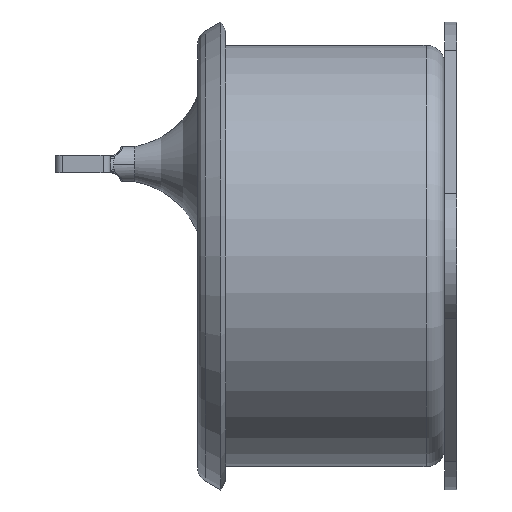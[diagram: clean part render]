
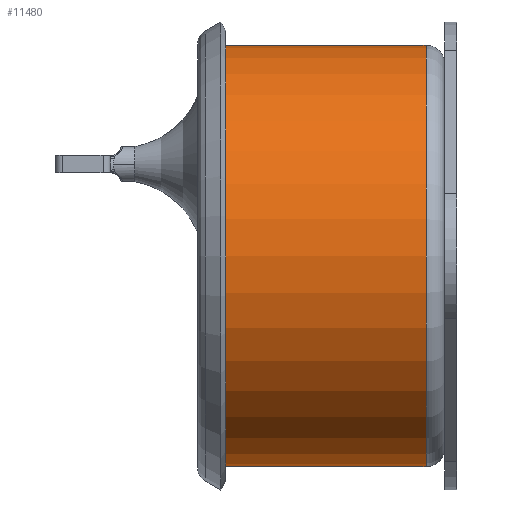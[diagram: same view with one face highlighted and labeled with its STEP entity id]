
A CAD part, left-side view. The second image highlights one B-rep face of the part: STEP entity #11480.
In plain terms, the highlighted cylindrical face has radius 14.135 mm (diameter 28.27 mm), a partial arc.
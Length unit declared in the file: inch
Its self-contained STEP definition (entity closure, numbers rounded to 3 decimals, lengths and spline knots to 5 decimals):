
#480 = VERTEX_POINT ( 'NONE', #16827 ) ;
#1101 = CARTESIAN_POINT ( 'NONE',  ( 0., 0.081, 0. ) ) ;
#1424 = EDGE_CURVE ( 'NONE', #15609, #480, #8527, .T. ) ;
#2010 = AXIS2_PLACEMENT_3D ( 'NONE', #10946, #12855, #19292 ) ;
#2167 = EDGE_CURVE ( 'NONE', #15002, #7813, #17068, .T. ) ;
#2634 = ORIENTED_EDGE ( 'NONE', *, *, #2167, .T. ) ;
#3217 = VECTOR ( 'NONE', #5389, 39.37008 ) ;
#3594 = EDGE_LOOP ( 'NONE', ( #13795, #17963, #2634, #12961 ) ) ;
#4019 = CARTESIAN_POINT ( 'NONE',  ( 0., 0.024, 0. ) ) ;
#4673 = CARTESIAN_POINT ( 'NONE',  ( 0., 0.659, 0.5565 ) ) ;
#4794 = AXIS2_PLACEMENT_3D ( 'NONE', #4019, #8957, #13545 ) ;
#5389 = DIRECTION ( 'NONE',  ( 0., -1., 0. ) ) ;
#6611 = FACE_OUTER_BOUND ( 'NONE', #3594, .T. ) ;
#6749 = VECTOR ( 'NONE', #7169, 39.37008 ) ;
#7169 = DIRECTION ( 'NONE',  ( 0., -1., 0. ) ) ;
#7643 = DIRECTION ( 'NONE',  ( 0., -1., 0. ) ) ;
#7813 = VERTEX_POINT ( 'NONE', #19408 ) ;
#8420 = CARTESIAN_POINT ( 'NONE',  ( 0., 0.024, 0.5565 ) ) ;
#8527 = LINE ( 'NONE', #8420, #3217 ) ;
#8581 = CARTESIAN_POINT ( 'NONE',  ( 0., 0.024, -0.5565 ) ) ;
#8957 = DIRECTION ( 'NONE',  ( 0., -1., 0. ) ) ;
#10946 = CARTESIAN_POINT ( 'NONE',  ( 0., 0.659, 0. ) ) ;
#11131 = AXIS2_PLACEMENT_3D ( 'NONE', #1101, #7643, #20613 ) ;
#11480 = ADVANCED_FACE ( 'NONE', ( #6611 ), #19480, .T. ) ;
#12855 = DIRECTION ( 'NONE',  ( 0., 1., 0. ) ) ;
#12961 = ORIENTED_EDGE ( 'NONE', *, *, #16648, .F. ) ;
#13545 = DIRECTION ( 'NONE',  ( 0., 0., -1. ) ) ;
#13795 = ORIENTED_EDGE ( 'NONE', *, *, #1424, .F. ) ;
#14001 = EDGE_CURVE ( 'NONE', #15002, #15609, #20041, .T. ) ;
#15002 = VERTEX_POINT ( 'NONE', #20830 ) ;
#15609 = VERTEX_POINT ( 'NONE', #4673 ) ;
#16534 = CIRCLE ( 'NONE', #11131, 0.5565 ) ;
#16648 = EDGE_CURVE ( 'NONE', #480, #7813, #16534, .T. ) ;
#16827 = CARTESIAN_POINT ( 'NONE',  ( 0., 0.081, 0.5565 ) ) ;
#17068 = LINE ( 'NONE', #8581, #6749 ) ;
#17963 = ORIENTED_EDGE ( 'NONE', *, *, #14001, .F. ) ;
#19292 = DIRECTION ( 'NONE',  ( 0., 0., 1. ) ) ;
#19408 = CARTESIAN_POINT ( 'NONE',  ( 0., 0.081, -0.5565 ) ) ;
#19480 = CYLINDRICAL_SURFACE ( 'NONE', #4794, 0.5565 ) ;
#20041 = CIRCLE ( 'NONE', #2010, 0.5565 ) ;
#20613 = DIRECTION ( 'NONE',  ( 0., 0., -1. ) ) ;
#20830 = CARTESIAN_POINT ( 'NONE',  ( 0., 0.659, -0.5565 ) ) ;
